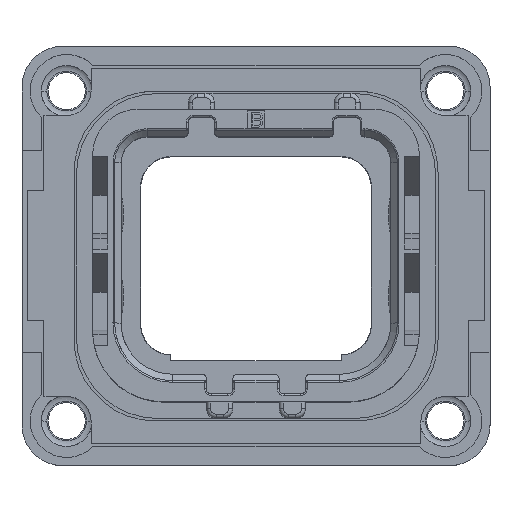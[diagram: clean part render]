
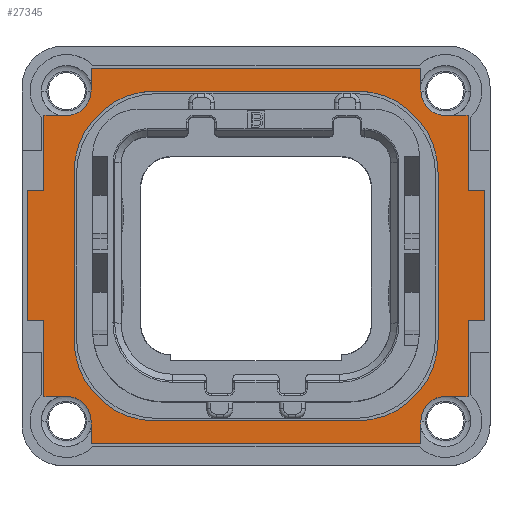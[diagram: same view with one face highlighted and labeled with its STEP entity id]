
A CAD part, top view. The second image highlights one B-rep face of the part: STEP entity #27345.
In plain terms, the highlighted planar face has unit normal (0, 0, 1).
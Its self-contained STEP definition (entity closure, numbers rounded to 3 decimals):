
#961=DIRECTION('',(0.,-1.,0.));
#962=VECTOR('',#961,4.65);
#963=CARTESIAN_POINT('',(-13.05,-4.,2.31));
#964=LINE('',#963,#962);
#965=DIRECTION('',(1.,0.,0.));
#966=VECTOR('',#965,1.);
#967=CARTESIAN_POINT('',(-14.05,-4.,2.31));
#968=LINE('',#967,#966);
#969=DIRECTION('',(0.,-1.,0.));
#970=VECTOR('',#969,8.);
#971=CARTESIAN_POINT('',(-14.05,4.,2.31));
#972=LINE('',#971,#970);
#973=DIRECTION('',(-1.,0.,0.));
#974=VECTOR('',#973,1.);
#975=CARTESIAN_POINT('',(-13.05,4.,2.31));
#976=LINE('',#975,#974);
#977=DIRECTION('',(0.,-1.,0.));
#978=VECTOR('',#977,4.65);
#979=CARTESIAN_POINT('',(-13.05,8.65,2.31));
#980=LINE('',#979,#978);
#981=DIRECTION('',(1.,0.,0.));
#982=VECTOR('',#981,1.4);
#983=CARTESIAN_POINT('',(-13.05,8.65,2.31));
#984=LINE('',#983,#982);
#985=CARTESIAN_POINT('',(-11.65,10.15,2.31));
#986=DIRECTION('',(0.,0.,1.));
#987=DIRECTION('',(0.,-1.,0.));
#988=AXIS2_PLACEMENT_3D('',#985,#986,#987);
#990=DIRECTION('',(0.,-1.,0.));
#991=VECTOR('',#990,1.4);
#992=CARTESIAN_POINT('',(-10.15,11.55,2.31));
#993=LINE('',#992,#991);
#994=DIRECTION('',(-1.,0.,0.));
#995=VECTOR('',#994,20.3);
#996=CARTESIAN_POINT('',(10.15,11.55,2.31));
#997=LINE('',#996,#995);
#998=DIRECTION('',(0.,-1.,0.));
#999=VECTOR('',#998,1.4);
#1000=CARTESIAN_POINT('',(10.15,11.55,2.31));
#1001=LINE('',#1000,#999);
#1002=CARTESIAN_POINT('',(11.65,10.15,2.31));
#1003=DIRECTION('',(0.,0.,1.));
#1004=DIRECTION('',(-1.,0.,0.));
#1005=AXIS2_PLACEMENT_3D('',#1002,#1003,#1004);
#1007=DIRECTION('',(-1.,0.,0.));
#1008=VECTOR('',#1007,1.4);
#1009=CARTESIAN_POINT('',(13.05,8.65,2.31));
#1010=LINE('',#1009,#1008);
#1011=DIRECTION('',(0.,1.,0.));
#1012=VECTOR('',#1011,4.65);
#1013=CARTESIAN_POINT('',(13.05,4.,2.31));
#1014=LINE('',#1013,#1012);
#1015=DIRECTION('',(-1.,0.,0.));
#1016=VECTOR('',#1015,1.);
#1017=CARTESIAN_POINT('',(14.05,4.,2.31));
#1018=LINE('',#1017,#1016);
#1019=DIRECTION('',(0.,1.,0.));
#1020=VECTOR('',#1019,8.);
#1021=CARTESIAN_POINT('',(14.05,-4.,2.31));
#1022=LINE('',#1021,#1020);
#1023=DIRECTION('',(1.,0.,0.));
#1024=VECTOR('',#1023,1.);
#1025=CARTESIAN_POINT('',(13.05,-4.,2.31));
#1026=LINE('',#1025,#1024);
#1027=DIRECTION('',(0.,1.,0.));
#1028=VECTOR('',#1027,4.65);
#1029=CARTESIAN_POINT('',(13.05,-8.65,2.31));
#1030=LINE('',#1029,#1028);
#1031=DIRECTION('',(-1.,0.,0.));
#1032=VECTOR('',#1031,1.4);
#1033=CARTESIAN_POINT('',(13.05,-8.65,2.31));
#1034=LINE('',#1033,#1032);
#1035=CARTESIAN_POINT('',(11.65,-10.15,2.31));
#1036=DIRECTION('',(0.,0.,1.));
#1037=DIRECTION('',(0.,1.,0.));
#1038=AXIS2_PLACEMENT_3D('',#1035,#1036,#1037);
#1040=DIRECTION('',(0.,1.,0.));
#1041=VECTOR('',#1040,1.4);
#1042=CARTESIAN_POINT('',(10.15,-11.55,2.31));
#1043=LINE('',#1042,#1041);
#1044=DIRECTION('',(1.,0.,0.));
#1045=VECTOR('',#1044,20.3);
#1046=CARTESIAN_POINT('',(-10.15,-11.55,2.31));
#1047=LINE('',#1046,#1045);
#1048=DIRECTION('',(0.,1.,0.));
#1049=VECTOR('',#1048,1.4);
#1050=CARTESIAN_POINT('',(-10.15,-11.55,2.31));
#1051=LINE('',#1050,#1049);
#1052=CARTESIAN_POINT('',(-11.65,-10.15,2.31));
#1053=DIRECTION('',(0.,0.,1.));
#1054=DIRECTION('',(1.,0.,0.));
#1055=AXIS2_PLACEMENT_3D('',#1052,#1053,#1054);
#1057=DIRECTION('',(1.,0.,0.));
#1058=VECTOR('',#1057,1.4);
#1059=CARTESIAN_POINT('',(-13.05,-8.65,2.31));
#1060=LINE('',#1059,#1058);
#1061=DIRECTION('',(0.,-1.,0.));
#1062=VECTOR('',#1061,10.3);
#1063=CARTESIAN_POINT('',(11.2,5.15,2.31));
#1064=LINE('',#1063,#1062);
#1065=DIRECTION('',(1.,0.,0.));
#1066=VECTOR('',#1065,12.4);
#1067=CARTESIAN_POINT('',(-6.2,10.15,2.31));
#1068=LINE('',#1067,#1066);
#1069=DIRECTION('',(0.,1.,0.));
#1070=VECTOR('',#1069,10.3);
#1071=CARTESIAN_POINT('',(-11.2,-5.15,2.31));
#1072=LINE('',#1071,#1070);
#1073=DIRECTION('',(-1.,0.,0.));
#1074=VECTOR('',#1073,12.4);
#1075=CARTESIAN_POINT('',(6.2,-10.15,2.31));
#1076=LINE('',#1075,#1074);
#1181=CARTESIAN_POINT('',(-6.2,-5.15,2.31));
#1182=DIRECTION('',(0.,0.,-1.));
#1183=DIRECTION('',(0.,-1.,0.));
#1184=AXIS2_PLACEMENT_3D('',#1181,#1182,#1183);
#1194=CARTESIAN_POINT('',(6.2,-5.15,2.31));
#1195=DIRECTION('',(0.,0.,-1.));
#1196=DIRECTION('',(1.,0.,0.));
#1197=AXIS2_PLACEMENT_3D('',#1194,#1195,#1196);
#1199=CARTESIAN_POINT('',(-6.2,5.15,2.31));
#1200=DIRECTION('',(0.,0.,-1.));
#1201=DIRECTION('',(-1.,0.,0.));
#1202=AXIS2_PLACEMENT_3D('',#1199,#1200,#1201);
#1212=CARTESIAN_POINT('',(6.2,5.15,2.31));
#1213=DIRECTION('',(0.,0.,-1.));
#1214=DIRECTION('',(0.,1.,0.));
#1215=AXIS2_PLACEMENT_3D('',#1212,#1213,#1214);
#25440=CARTESIAN_POINT('',(-11.2,-5.15,2.31));
#25441=CARTESIAN_POINT('',(-11.2,5.15,2.31));
#25442=VERTEX_POINT('',#25440);
#25443=VERTEX_POINT('',#25441);
#25444=CARTESIAN_POINT('',(-6.2,10.15,2.31));
#25445=CARTESIAN_POINT('',(6.2,10.15,2.31));
#25446=VERTEX_POINT('',#25444);
#25447=VERTEX_POINT('',#25445);
#25448=CARTESIAN_POINT('',(11.2,5.15,2.31));
#25449=CARTESIAN_POINT('',(11.2,-5.15,2.31));
#25450=VERTEX_POINT('',#25448);
#25451=VERTEX_POINT('',#25449);
#25452=CARTESIAN_POINT('',(6.2,-10.15,2.31));
#25453=CARTESIAN_POINT('',(-6.2,-10.15,2.31));
#25454=VERTEX_POINT('',#25452);
#25455=VERTEX_POINT('',#25453);
#25472=CARTESIAN_POINT('',(10.15,10.15,2.31));
#25473=CARTESIAN_POINT('',(11.65,8.65,2.31));
#25474=VERTEX_POINT('',#25472);
#25475=VERTEX_POINT('',#25473);
#25476=CARTESIAN_POINT('',(13.05,8.65,2.31));
#25477=VERTEX_POINT('',#25476);
#25478=CARTESIAN_POINT('',(10.15,11.55,2.31));
#25479=VERTEX_POINT('',#25478);
#25480=CARTESIAN_POINT('',(11.65,-8.65,2.31));
#25481=CARTESIAN_POINT('',(10.15,-10.15,2.31));
#25482=VERTEX_POINT('',#25480);
#25483=VERTEX_POINT('',#25481);
#25484=CARTESIAN_POINT('',(10.15,-11.55,2.31));
#25485=VERTEX_POINT('',#25484);
#25486=CARTESIAN_POINT('',(13.05,-8.65,2.31));
#25487=VERTEX_POINT('',#25486);
#25488=CARTESIAN_POINT('',(-10.15,-10.15,2.31));
#25489=CARTESIAN_POINT('',(-11.65,-8.65,2.31));
#25490=VERTEX_POINT('',#25488);
#25491=VERTEX_POINT('',#25489);
#25492=CARTESIAN_POINT('',(-13.05,-8.65,2.31));
#25493=VERTEX_POINT('',#25492);
#25494=CARTESIAN_POINT('',(-10.15,-11.55,2.31));
#25495=VERTEX_POINT('',#25494);
#25496=CARTESIAN_POINT('',(-10.15,11.55,2.31));
#25497=CARTESIAN_POINT('',(-10.15,10.15,2.31));
#25498=VERTEX_POINT('',#25496);
#25499=VERTEX_POINT('',#25497);
#25500=CARTESIAN_POINT('',(-13.05,8.65,2.31));
#25501=CARTESIAN_POINT('',(-11.65,8.65,2.31));
#25502=VERTEX_POINT('',#25500);
#25503=VERTEX_POINT('',#25501);
#25504=CARTESIAN_POINT('',(14.05,-4.,2.31));
#25505=CARTESIAN_POINT('',(14.05,4.,2.31));
#25506=VERTEX_POINT('',#25504);
#25507=VERTEX_POINT('',#25505);
#25508=CARTESIAN_POINT('',(-14.05,4.,2.31));
#25509=CARTESIAN_POINT('',(-14.05,-4.,2.31));
#25510=VERTEX_POINT('',#25508);
#25511=VERTEX_POINT('',#25509);
#25512=CARTESIAN_POINT('',(13.05,-4.,2.31));
#25513=VERTEX_POINT('',#25512);
#25514=CARTESIAN_POINT('',(13.05,4.,2.31));
#25515=VERTEX_POINT('',#25514);
#25516=CARTESIAN_POINT('',(-13.05,4.,2.31));
#25517=VERTEX_POINT('',#25516);
#25518=CARTESIAN_POINT('',(-13.05,-4.,2.31));
#25519=VERTEX_POINT('',#25518);
#27292=CARTESIAN_POINT('',(0.,0.,2.31));
#27293=DIRECTION('',(0.,0.,1.));
#27294=DIRECTION('',(1.,0.,0.));
#27295=AXIS2_PLACEMENT_3D('',#27292,#27293,#27294);
#27296=PLANE('',#27295);
#27297=ORIENTED_EDGE('',*,*,#26916,.F.);
#27298=ORIENTED_EDGE('',*,*,#26930,.F.);
#27299=ORIENTED_EDGE('',*,*,#26944,.F.);
#27300=ORIENTED_EDGE('',*,*,#26958,.F.);
#27301=ORIENTED_EDGE('',*,*,#26972,.F.);
#27302=ORIENTED_EDGE('',*,*,#26988,.T.);
#27304=ORIENTED_EDGE('',*,*,#27303,.T.);
#27305=ORIENTED_EDGE('',*,*,#27047,.F.);
#27306=ORIENTED_EDGE('',*,*,#27063,.F.);
#27307=ORIENTED_EDGE('',*,*,#27079,.T.);
#27309=ORIENTED_EDGE('',*,*,#27308,.T.);
#27310=ORIENTED_EDGE('',*,*,#27138,.F.);
#27311=ORIENTED_EDGE('',*,*,#27154,.F.);
#27312=ORIENTED_EDGE('',*,*,#27168,.F.);
#27313=ORIENTED_EDGE('',*,*,#27182,.F.);
#27314=ORIENTED_EDGE('',*,*,#27196,.F.);
#27315=ORIENTED_EDGE('',*,*,#27210,.F.);
#27316=ORIENTED_EDGE('',*,*,#27226,.T.);
#27318=ORIENTED_EDGE('',*,*,#27317,.T.);
#27319=ORIENTED_EDGE('',*,*,#27284,.F.);
#27320=ORIENTED_EDGE('',*,*,#26824,.F.);
#27321=ORIENTED_EDGE('',*,*,#26841,.T.);
#27323=ORIENTED_EDGE('',*,*,#27322,.T.);
#27324=ORIENTED_EDGE('',*,*,#26900,.F.);
#27325=EDGE_LOOP('',(#27297,#27298,#27299,#27300,#27301,#27302,#27304,#27305,
#27306,#27307,#27309,#27310,#27311,#27312,#27313,#27314,#27315,#27316,#27318,
#27319,#27320,#27321,#27323,#27324));
#27326=FACE_OUTER_BOUND('',#27325,.F.);
#27328=ORIENTED_EDGE('',*,*,#27327,.F.);
#27330=ORIENTED_EDGE('',*,*,#27329,.F.);
#27332=ORIENTED_EDGE('',*,*,#27331,.F.);
#27334=ORIENTED_EDGE('',*,*,#27333,.F.);
#27336=ORIENTED_EDGE('',*,*,#27335,.F.);
#27338=ORIENTED_EDGE('',*,*,#27337,.F.);
#27340=ORIENTED_EDGE('',*,*,#27339,.F.);
#27342=ORIENTED_EDGE('',*,*,#27341,.F.);
#27343=EDGE_LOOP('',(#27328,#27330,#27332,#27334,#27336,#27338,#27340,#27342));
#27344=FACE_BOUND('',#27343,.F.);
#27345=ADVANCED_FACE('',(#27326,#27344),#27296,.T.);
#989=CIRCLE('',#988,1.5);
#1006=CIRCLE('',#1005,1.5);
#1039=CIRCLE('',#1038,1.5);
#1056=CIRCLE('',#1055,1.5);
#1185=CIRCLE('',#1184,5.);
#1198=CIRCLE('',#1197,5.);
#1203=CIRCLE('',#1202,5.);
#1216=CIRCLE('',#1215,5.);
#26824=EDGE_CURVE('',#25495,#25485,#1047,.T.);
#26841=EDGE_CURVE('',#25495,#25490,#1051,.T.);
#26900=EDGE_CURVE('',#25493,#25491,#1060,.T.);
#26916=EDGE_CURVE('',#25519,#25493,#964,.T.);
#26930=EDGE_CURVE('',#25511,#25519,#968,.T.);
#26944=EDGE_CURVE('',#25510,#25511,#972,.T.);
#26958=EDGE_CURVE('',#25517,#25510,#976,.T.);
#26972=EDGE_CURVE('',#25502,#25517,#980,.T.);
#26988=EDGE_CURVE('',#25502,#25503,#984,.T.);
#27047=EDGE_CURVE('',#25498,#25499,#993,.T.);
#27063=EDGE_CURVE('',#25479,#25498,#997,.T.);
#27079=EDGE_CURVE('',#25479,#25474,#1001,.T.);
#27138=EDGE_CURVE('',#25477,#25475,#1010,.T.);
#27154=EDGE_CURVE('',#25515,#25477,#1014,.T.);
#27168=EDGE_CURVE('',#25507,#25515,#1018,.T.);
#27182=EDGE_CURVE('',#25506,#25507,#1022,.T.);
#27196=EDGE_CURVE('',#25513,#25506,#1026,.T.);
#27210=EDGE_CURVE('',#25487,#25513,#1030,.T.);
#27226=EDGE_CURVE('',#25487,#25482,#1034,.T.);
#27284=EDGE_CURVE('',#25485,#25483,#1043,.T.);
#27303=EDGE_CURVE('',#25503,#25499,#989,.T.);
#27308=EDGE_CURVE('',#25474,#25475,#1006,.T.);
#27317=EDGE_CURVE('',#25482,#25483,#1039,.T.);
#27322=EDGE_CURVE('',#25490,#25491,#1056,.T.);
#27327=EDGE_CURVE('',#25450,#25451,#1064,.T.);
#27329=EDGE_CURVE('',#25447,#25450,#1216,.T.);
#27331=EDGE_CURVE('',#25446,#25447,#1068,.T.);
#27333=EDGE_CURVE('',#25443,#25446,#1203,.T.);
#27335=EDGE_CURVE('',#25442,#25443,#1072,.T.);
#27337=EDGE_CURVE('',#25455,#25442,#1185,.T.);
#27339=EDGE_CURVE('',#25454,#25455,#1076,.T.);
#27341=EDGE_CURVE('',#25451,#25454,#1198,.T.);
